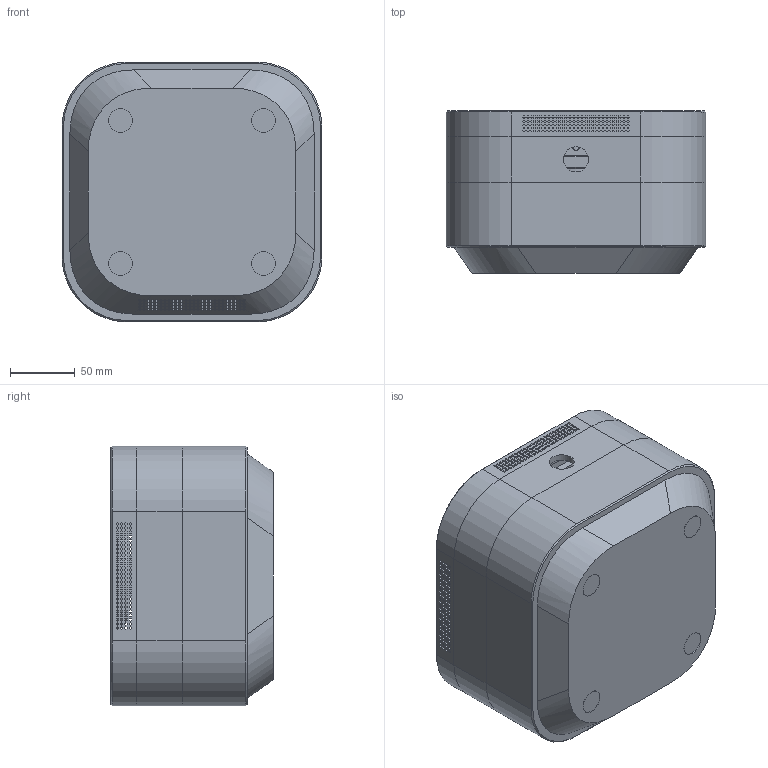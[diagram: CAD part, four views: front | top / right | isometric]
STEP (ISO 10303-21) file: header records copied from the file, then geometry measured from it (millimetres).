
FILE_DESCRIPTION(/* description */ (''),/* implementation_level */ '2;1');
FILE_NAME(/* name */ 'Power Supply Case v1.step',/* time_stamp */ '2017-11-05T12:54:26+01:00',/* author */ (''),/* organization */ (''),/* preprocessor_version */ 'ST-DEVELOPER v16.13',/* originating_system */ 'Autodesk Translation Framework v6.5.0.72',/* authorisation */ '');
FILE_SCHEMA (('AUTOMOTIVE_DESIGN { 1 0 10303 214 3 1 1 }'));
Products named in the file (7): Power Supply Case; Bottom part with power supply; Feet with Fan; Middle Part; Top Part with stop button; Switch of emegency Switch; Eletronics Cover
Assembly tree (6 placements, depth 2):
  Power Supply Case
    Bottom part with power supply
    Feet with Fan
    Middle Part
    Top Part with stop button
    Switch of emegency Switch
    Eletronics Cover
Bounding box: 200 x 125 x 200 mm (x, y, z)
Volume: 1665347 mm3; surface area: 603541.9 mm2
Topology: 7 solids, 7 shells, 4790 faces, 14238 edges, 9443 vertices
Faces by surface type: plane 4521, cylinder 215, cone 53, torus 1
Full cylindrical faces by diameter (mm): 2 x20, 2.5 x8, 2.75 x14, 3 x12, 4 x6, 4.75 x4, 5 x40, 5.5 x8, 6 x11, 7 x1, 18.2 x4, 19.268 x1, 22.5 x1, 31 x1, 45 x1, 61 x1
Entity records: 160548 total; most frequent: CARTESIAN_POINT 28492, ORIENTED_EDGE 28442, DIRECTION 24540, EDGE_CURVE 14221, LINE 13486, VECTOR 13486, VERTEX_POINT 9443, EDGE_LOOP 6202
